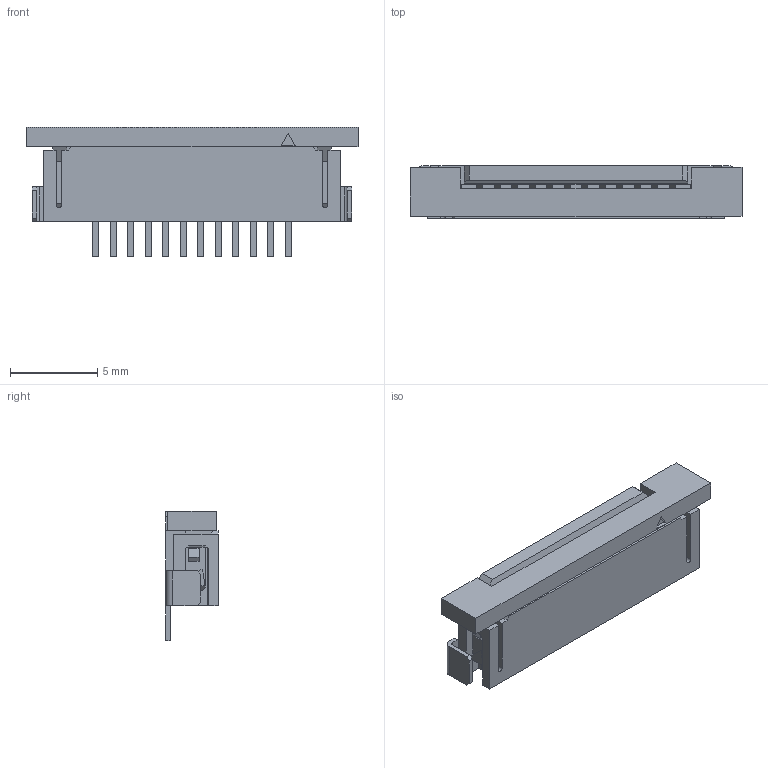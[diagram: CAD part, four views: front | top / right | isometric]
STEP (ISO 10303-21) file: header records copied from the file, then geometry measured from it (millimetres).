
FILE_DESCRIPTION(('STEP AP242'),'1');
FILE_NAME('0522711279.stp','2024-11-12T14:59:29',('TraceParts'),('TraceParts S.A.'),'Spatial InterOp 3D',' ',' ');
FILE_SCHEMA(('AP242_MANAGED_MODEL_BASED_3D_ENGINEERING_MIM_LF {1 0 10303 442 1 1 4}'));
Length unit declared in the file: millimetre
Products named in the file (1): 0522711279_1
Bounding box: 19 x 3 x 7.4 mm (x, y, z)
Volume: 246.9 mm3; surface area: 632.8 mm2
Topology: 1 solids, 1 shells, 440 faces, 1427 edges, 1016 vertices
Faces by surface type: plane 372, cylinder 68
Entity records: 15577 total; most frequent: CARTESIAN_POINT 2773, ORIENTED_EDGE 2742, DIRECTION 2455, EDGE_CURVE 1371, LINE 1283, VECTOR 1283, VERTEX_POINT 904, AXIS2_PLACEMENT_3D 586
